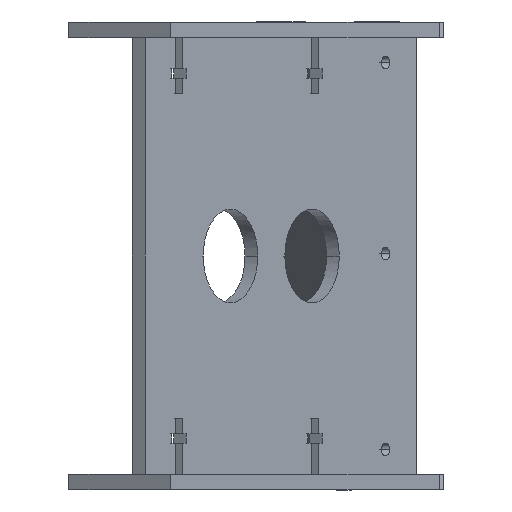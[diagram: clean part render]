
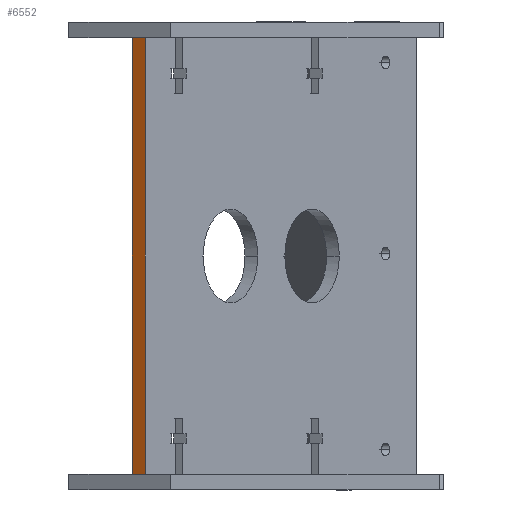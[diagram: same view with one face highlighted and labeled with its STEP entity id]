
A CAD part, left-side view. The second image highlights one B-rep face of the part: STEP entity #6552.
In plain terms, the highlighted face is planar.
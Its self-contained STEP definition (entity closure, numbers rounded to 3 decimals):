
#5058=CARTESIAN_POINT('Vertex',(-70.092,-70.722,0.)) ;
#5061=CARTESIAN_POINT('Line Origine',(-70.092,-0.722,0.)) ;
#5065=CARTESIAN_POINT('Vertex',(-70.092,69.278,0.)) ;
#6514=CARTESIAN_POINT('Vertex',(-70.092,-70.722,5.)) ;
#6517=CARTESIAN_POINT('Line Origine',(-70.092,-70.722,2.5)) ;
#6529=CARTESIAN_POINT('Axis2P3D Location',(-70.092,-70.722,5.)) ;
#6534=CARTESIAN_POINT('Line Origine',(-70.092,-0.722,5.)) ;
#6538=CARTESIAN_POINT('Vertex',(-70.092,69.278,5.)) ;
#6541=CARTESIAN_POINT('Line Origine',(-70.092,69.278,2.5)) ;
#5062=DIRECTION('Vector Direction',(0.,-1.,0.)) ;
#6518=DIRECTION('Vector Direction',(0.,0.,-1.)) ;
#6530=DIRECTION('Axis2P3D Direction',(1.,0.,0.)) ;
#6531=DIRECTION('Axis2P3D XDirection',(0.,0.,-1.)) ;
#6535=DIRECTION('Vector Direction',(0.,-1.,0.)) ;
#6542=DIRECTION('Vector Direction',(0.,0.,-1.)) ;
#6532=AXIS2_PLACEMENT_3D('Plane Axis2P3D',#6529,#6530,#6531) ;
#6547=ORIENTED_EDGE('',*,*,#5067,.T.) ;
#6548=ORIENTED_EDGE('',*,*,#6521,.F.) ;
#6549=ORIENTED_EDGE('',*,*,#6540,.F.) ;
#6550=ORIENTED_EDGE('',*,*,#6545,.T.) ;
#5063=VECTOR('Line Direction',#5062,1.) ;
#6519=VECTOR('Line Direction',#6518,1.) ;
#6536=VECTOR('Line Direction',#6535,1.) ;
#6543=VECTOR('Line Direction',#6542,1.) ;
#6552=ADVANCED_FACE('Cortar-Extruir3',(#6551),#6533,.F.) ;
#5067=EDGE_CURVE('',#5066,#5059,#5064,.T.) ;
#6521=EDGE_CURVE('',#6515,#5059,#6520,.T.) ;
#6540=EDGE_CURVE('',#6539,#6515,#6537,.T.) ;
#6545=EDGE_CURVE('',#6539,#5066,#6544,.T.) ;
#6546=EDGE_LOOP('',(#6547,#6548,#6549,#6550)) ;
#6551=FACE_OUTER_BOUND('',#6546,.T.) ;
#5064=LINE('Line',#5061,#5063) ;
#6520=LINE('Line',#6517,#6519) ;
#6537=LINE('Line',#6534,#6536) ;
#6544=LINE('Line',#6541,#6543) ;
#6533=PLANE('Plane',#6532) ;
#5059=VERTEX_POINT('',#5058) ;
#5066=VERTEX_POINT('',#5065) ;
#6515=VERTEX_POINT('',#6514) ;
#6539=VERTEX_POINT('',#6538) ;
